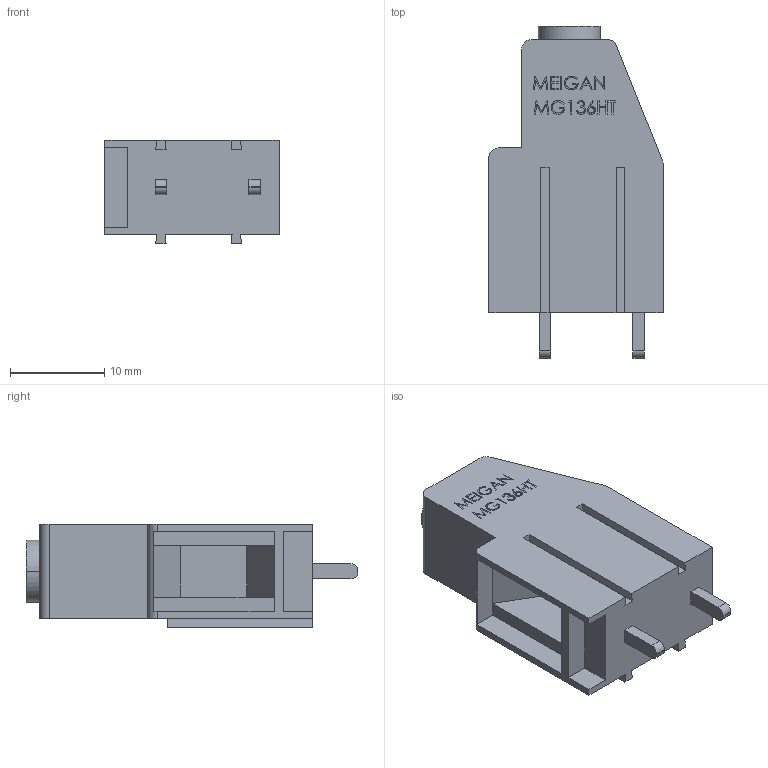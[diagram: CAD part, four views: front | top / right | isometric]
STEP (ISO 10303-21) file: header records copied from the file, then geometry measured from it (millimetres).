
FILE_DESCRIPTION (( 'STEP AP214' ), '1' );
FILE_NAME ('Meigan MG136HT 1000V 65A.STEP', '2024-02-12T10:43:33', ( '' ), ( '' ), 'SwSTEP 2.0', 'SolidWorks 2021', '' );
FILE_SCHEMA (( 'AUTOMOTIVE_DESIGN' ));
Length unit declared in the file: millimetre
Products named in the file (1): Meigan MG136HT 1000V 65A
Bounding box: 18.5 x 35.25 x 11 mm (x, y, z)
Volume: 3984.3 mm3; surface area: 2389.4 mm2
Topology: 3 solids, 3 shells, 395 faces, 1048 edges, 694 vertices
Faces by surface type: plane 272, bspline 105, cylinder 16, torus 2
Entity records: 19427 total; most frequent: CARTESIAN_POINT 9755, ORIENTED_EDGE 2096, DIRECTION 1446, EDGE_CURVE 1048, LINE 780, VECTOR 780, VERTEX_POINT 694, EDGE_LOOP 430
